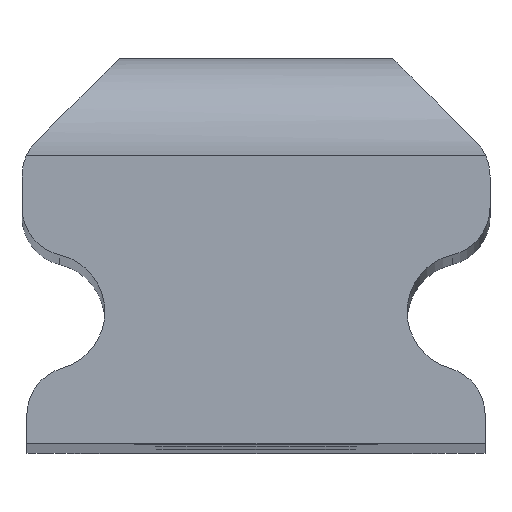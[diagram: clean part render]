
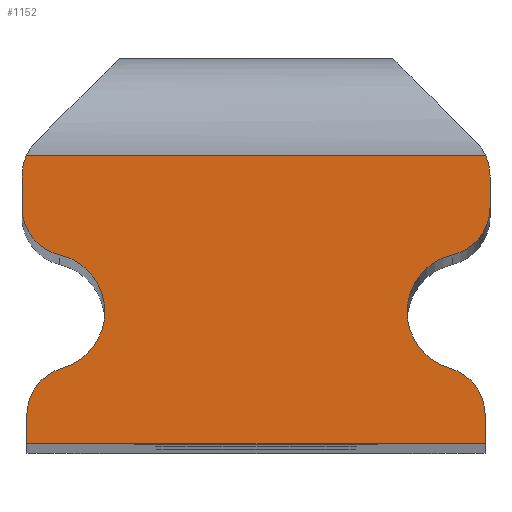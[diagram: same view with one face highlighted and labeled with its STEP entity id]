
A CAD part, top view. The second image highlights one B-rep face of the part: STEP entity #1152.
In plain terms, the highlighted planar face has unit normal (0, 0, 1).
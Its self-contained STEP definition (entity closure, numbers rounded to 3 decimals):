
#43=CIRCLE('',#1241,1.);
#44=CIRCLE('',#1242,1.);
#45=CIRCLE('',#1243,1.2);
#46=CIRCLE('',#1244,1.);
#47=CIRCLE('',#1245,1.);
#48=CIRCLE('',#1246,1.2);
#49=CIRCLE('',#1247,1.);
#50=CIRCLE('',#1248,1.);
#101=PLANE('',#1240);
#127=FACE_OUTER_BOUND('',#199,.T.);
#199=EDGE_LOOP('',(#776,#777,#778,#779,#780,#781,#782,#783,#784,#785,#786,
#787,#788,#789));
#295=LINE('',#1750,#383);
#296=LINE('',#1761,#384);
#297=LINE('',#1769,#385);
#298=LINE('',#1771,#386);
#299=LINE('',#1773,#387);
#300=LINE('',#1781,#388);
#383=VECTOR('',#1382,10.);
#384=VECTOR('',#1387,1000.);
#385=VECTOR('',#1394,10.);
#386=VECTOR('',#1395,10.);
#387=VECTOR('',#1396,10.);
#388=VECTOR('',#1403,1000.);
#488=VERTEX_POINT('',#1744);
#489=VERTEX_POINT('',#1749);
#490=VERTEX_POINT('',#1758);
#491=VERTEX_POINT('',#1760);
#492=VERTEX_POINT('',#1762);
#493=VERTEX_POINT('',#1764);
#494=VERTEX_POINT('',#1766);
#495=VERTEX_POINT('',#1768);
#496=VERTEX_POINT('',#1770);
#497=VERTEX_POINT('',#1772);
#498=VERTEX_POINT('',#1774);
#499=VERTEX_POINT('',#1776);
#500=VERTEX_POINT('',#1778);
#501=VERTEX_POINT('',#1780);
#596=EDGE_CURVE('',#488,#489,#295,.T.);
#598=EDGE_CURVE('',#490,#488,#43,.T.);
#599=EDGE_CURVE('',#491,#490,#296,.T.);
#600=EDGE_CURVE('',#492,#491,#44,.T.);
#601=EDGE_CURVE('',#493,#492,#45,.T.);
#602=EDGE_CURVE('',#494,#493,#46,.T.);
#603=EDGE_CURVE('',#495,#494,#297,.T.);
#604=EDGE_CURVE('',#496,#495,#298,.T.);
#605=EDGE_CURVE('',#497,#496,#299,.T.);
#606=EDGE_CURVE('',#498,#497,#47,.T.);
#607=EDGE_CURVE('',#499,#498,#48,.T.);
#608=EDGE_CURVE('',#500,#499,#49,.T.);
#609=EDGE_CURVE('',#501,#500,#300,.T.);
#610=EDGE_CURVE('',#489,#501,#50,.T.);
#776=ORIENTED_EDGE('',*,*,#596,.F.);
#777=ORIENTED_EDGE('',*,*,#598,.F.);
#778=ORIENTED_EDGE('',*,*,#599,.F.);
#779=ORIENTED_EDGE('',*,*,#600,.F.);
#780=ORIENTED_EDGE('',*,*,#601,.F.);
#781=ORIENTED_EDGE('',*,*,#602,.F.);
#782=ORIENTED_EDGE('',*,*,#603,.F.);
#783=ORIENTED_EDGE('',*,*,#604,.F.);
#784=ORIENTED_EDGE('',*,*,#605,.F.);
#785=ORIENTED_EDGE('',*,*,#606,.F.);
#786=ORIENTED_EDGE('',*,*,#607,.F.);
#787=ORIENTED_EDGE('',*,*,#608,.F.);
#788=ORIENTED_EDGE('',*,*,#609,.F.);
#789=ORIENTED_EDGE('',*,*,#610,.F.);
#1152=ADVANCED_FACE('',(#127),#101,.F.);
#1240=AXIS2_PLACEMENT_3D('',#1757,#1383,#1384);
#1241=AXIS2_PLACEMENT_3D('',#1759,#1385,#1386);
#1242=AXIS2_PLACEMENT_3D('',#1763,#1388,#1389);
#1243=AXIS2_PLACEMENT_3D('',#1765,#1390,#1391);
#1244=AXIS2_PLACEMENT_3D('',#1767,#1392,#1393);
#1245=AXIS2_PLACEMENT_3D('',#1775,#1397,#1398);
#1246=AXIS2_PLACEMENT_3D('',#1777,#1399,#1400);
#1247=AXIS2_PLACEMENT_3D('',#1779,#1401,#1402);
#1248=AXIS2_PLACEMENT_3D('',#1782,#1404,#1405);
#1382=DIRECTION('',(1.,0.,0.));
#1383=DIRECTION('center_axis',(0.,0.,-1.));
#1384=DIRECTION('ref_axis',(0.,1.,0.));
#1385=DIRECTION('center_axis',(0.,0.,-1.));
#1386=DIRECTION('ref_axis',(-0.924,0.383,0.));
#1387=DIRECTION('',(0.,1.,0.));
#1388=DIRECTION('center_axis',(0.,0.,-1.));
#1389=DIRECTION('ref_axis',(1.,0.,0.));
#1390=DIRECTION('center_axis',(0.,0.,1.));
#1391=DIRECTION('ref_axis',(1.,0.,0.));
#1392=DIRECTION('center_axis',(0.,0.,-1.));
#1393=DIRECTION('ref_axis',(-0.798,0.603,0.));
#1394=DIRECTION('',(0.,1.,0.));
#1395=DIRECTION('',(-1.,0.,0.));
#1396=DIRECTION('',(0.,-1.,0.));
#1397=DIRECTION('center_axis',(0.,0.,-1.));
#1398=DIRECTION('ref_axis',(0.798,0.603,0.));
#1399=DIRECTION('center_axis',(0.,0.,1.));
#1400=DIRECTION('ref_axis',(1.,0.,0.));
#1401=DIRECTION('center_axis',(0.,0.,-1.));
#1402=DIRECTION('ref_axis',(-1.,0.,0.));
#1403=DIRECTION('',(0.,-1.,0.));
#1404=DIRECTION('center_axis',(0.,0.,-1.));
#1405=DIRECTION('ref_axis',(0.924,0.383,0.));
#1744=CARTESIAN_POINT('',(1.79,84.,0.));
#1749=CARTESIAN_POINT('',(11.21,84.,0.));
#1750=CARTESIAN_POINT('',(13.,84.,0.));
#1757=CARTESIAN_POINT('Origin',(13.,86.,0.));
#1758=CARTESIAN_POINT('',(1.7,83.586,0.));
#1759=CARTESIAN_POINT('Origin',(2.7,83.586,0.));
#1760=CARTESIAN_POINT('',(1.7,82.942,0.));
#1761=CARTESIAN_POINT('',(1.7,86.,0.));
#1762=CARTESIAN_POINT('',(2.473,81.969,0.));
#1763=CARTESIAN_POINT('Origin',(2.7,82.942,0.));
#1764=CARTESIAN_POINT('',(2.527,79.645,0.));
#1765=CARTESIAN_POINT('Origin',(2.2,80.8,0.));
#1766=CARTESIAN_POINT('',(1.8,78.683,0.));
#1767=CARTESIAN_POINT('Origin',(2.8,78.683,0.));
#1768=CARTESIAN_POINT('',(1.8,78.1,0.));
#1769=CARTESIAN_POINT('',(1.8,79.859,0.));
#1770=CARTESIAN_POINT('',(11.2,78.1,0.));
#1771=CARTESIAN_POINT('',(4.15,78.1,0.));
#1772=CARTESIAN_POINT('',(11.2,78.683,0.));
#1773=CARTESIAN_POINT('',(11.2,79.075,0.));
#1774=CARTESIAN_POINT('',(10.473,79.645,0.));
#1775=CARTESIAN_POINT('Origin',(10.2,78.683,0.));
#1776=CARTESIAN_POINT('',(10.527,81.969,0.));
#1777=CARTESIAN_POINT('Origin',(10.8,80.8,0.));
#1778=CARTESIAN_POINT('',(11.3,82.942,0.));
#1779=CARTESIAN_POINT('Origin',(10.3,82.942,0.));
#1780=CARTESIAN_POINT('',(11.3,83.586,0.));
#1781=CARTESIAN_POINT('',(11.3,86.,0.));
#1782=CARTESIAN_POINT('Origin',(10.3,83.586,0.));
